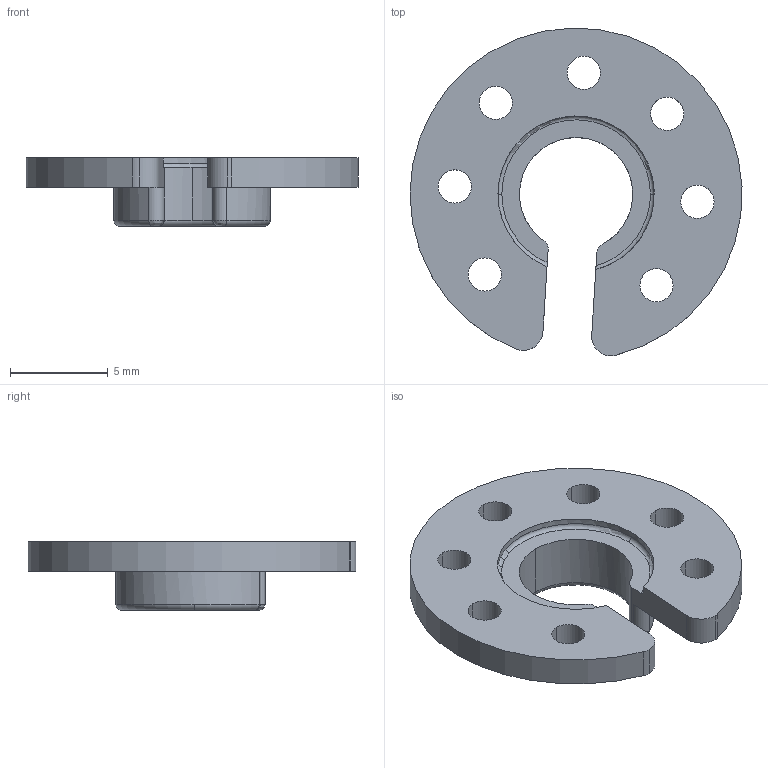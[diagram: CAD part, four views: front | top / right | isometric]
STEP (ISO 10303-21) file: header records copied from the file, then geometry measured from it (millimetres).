
FILE_DESCRIPTION (( 'STEP AP214' ), '1' );
FILE_NAME ('RS30x_FreeHorn.stp.STEP', '2008-08-07T04:15:19', ( 'cada3' ), ( '双葉電子工業（株）' ), 'SwSTEP 2.0', 'SolidWorks 2008', '' );
FILE_SCHEMA (( 'AUTOMOTIVE_DESIGN' ));
Length unit declared in the file: millimetre
Products named in the file (1): RS30x_FreeHorn.stp
Bounding box: 16.99 x 16.78 x 3.5 mm (x, y, z)
Volume: 285 mm3; surface area: 584.5 mm2
Topology: 1 solids, 1 shells, 49 faces, 136 edges, 89 vertices
Faces by surface type: cylinder 30, torus 9, plane 6, bspline 4
Entity records: 2489 total; most frequent: CARTESIAN_POINT 613, DIRECTION 293, ORIENTED_EDGE 272, EDGE_CURVE 136, AXIS2_PLACEMENT_3D 125, VERTEX_POINT 89, CIRCLE 79, EDGE_LOOP 63
